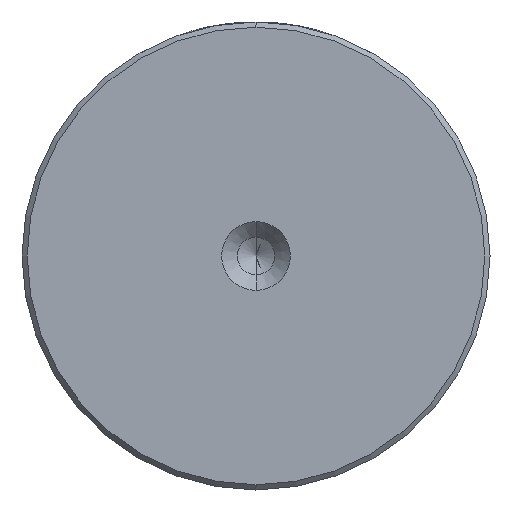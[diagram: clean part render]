
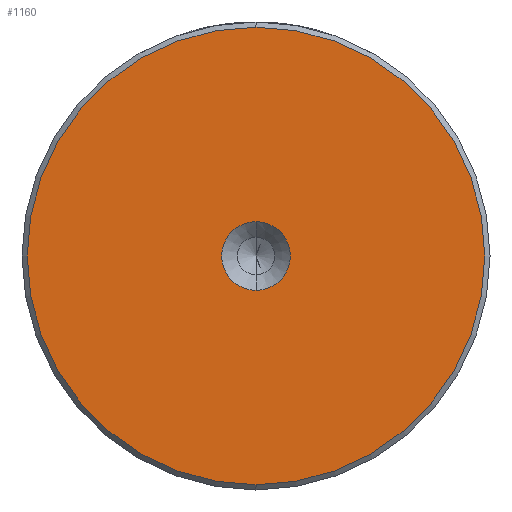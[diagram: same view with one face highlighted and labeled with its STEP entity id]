
A CAD part, left-side view. The second image highlights one B-rep face of the part: STEP entity #1160.
In plain terms, the highlighted planar face has unit normal (-1, 0, 0).
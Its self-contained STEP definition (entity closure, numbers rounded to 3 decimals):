
#42 = CARTESIAN_POINT ( 'NONE',  ( 0., 0., 0. ) ) ;
#80 = DIRECTION ( 'NONE',  ( 0., 0., 1. ) ) ;
#167 = CARTESIAN_POINT ( 'NONE',  ( 0., 0., -22. ) ) ;
#287 = DIRECTION ( 'NONE',  ( 0., 0., 1. ) ) ;
#413 = CARTESIAN_POINT ( 'NONE',  ( 0., 0., 0. ) ) ;
#432 = CARTESIAN_POINT ( 'NONE',  ( 0., 0., 0. ) ) ;
#526 = AXIS2_PLACEMENT_3D ( 'NONE', #413, #2110, #664 ) ;
#565 = CARTESIAN_POINT ( 'NONE',  ( 0., 0., 22. ) ) ;
#570 = VERTEX_POINT ( 'NONE', #565 ) ;
#664 = DIRECTION ( 'NONE',  ( 0., 0., 1. ) ) ;
#675 = DIRECTION ( 'NONE',  ( 0., 0., 1. ) ) ;
#694 = CARTESIAN_POINT ( 'NONE',  ( 0., 0., 0. ) ) ;
#868 = VERTEX_POINT ( 'NONE', #1321 ) ;
#919 = VERTEX_POINT ( 'NONE', #167 ) ;
#939 = DIRECTION ( 'NONE',  ( 0., 0., 1. ) ) ;
#944 = EDGE_CURVE ( 'NONE', #570, #919, #1306, .T. ) ;
#986 = CIRCLE ( 'NONE', #2025, 3.3 ) ;
#1160 = ADVANCED_FACE ( 'NONE', ( #2207, #2781 ), #2506, .T. ) ;
#1224 = EDGE_LOOP ( 'NONE', ( #1232, #2552 ) ) ;
#1232 = ORIENTED_EDGE ( 'NONE', *, *, #2633, .F. ) ;
#1306 = CIRCLE ( 'NONE', #2591, 22. ) ;
#1321 = CARTESIAN_POINT ( 'NONE',  ( 0., 0., -3.3 ) ) ;
#1438 = VERTEX_POINT ( 'NONE', #1629 ) ;
#1471 = EDGE_CURVE ( 'NONE', #868, #1438, #3085, .T. ) ;
#1556 = DIRECTION ( 'NONE',  ( -1., 0., 0. ) ) ;
#1629 = CARTESIAN_POINT ( 'NONE',  ( 0., 0., 3.3 ) ) ;
#1769 = DIRECTION ( 'NONE',  ( -1., 0., 0. ) ) ;
#1895 = EDGE_LOOP ( 'NONE', ( #3140, #2854 ) ) ;
#2025 = AXIS2_PLACEMENT_3D ( 'NONE', #42, #1769, #287 ) ;
#2092 = CIRCLE ( 'NONE', #2726, 22. ) ;
#2110 = DIRECTION ( 'NONE',  ( -1., 0., 0. ) ) ;
#2129 = DIRECTION ( 'NONE',  ( -1., 0., 0. ) ) ;
#2200 = AXIS2_PLACEMENT_3D ( 'NONE', #2994, #1556, #80 ) ;
#2207 = FACE_OUTER_BOUND ( 'NONE', #1895, .T. ) ;
#2396 = DIRECTION ( 'NONE',  ( -1., 0., 0. ) ) ;
#2444 = EDGE_CURVE ( 'NONE', #919, #570, #2092, .T. ) ;
#2506 = PLANE ( 'NONE',  #2200 ) ;
#2552 = ORIENTED_EDGE ( 'NONE', *, *, #1471, .F. ) ;
#2591 = AXIS2_PLACEMENT_3D ( 'NONE', #432, #2129, #675 ) ;
#2633 = EDGE_CURVE ( 'NONE', #1438, #868, #986, .T. ) ;
#2726 = AXIS2_PLACEMENT_3D ( 'NONE', #694, #2396, #939 ) ;
#2781 = FACE_BOUND ( 'NONE', #1224, .T. ) ;
#2854 = ORIENTED_EDGE ( 'NONE', *, *, #944, .T. ) ;
#2994 = CARTESIAN_POINT ( 'NONE',  ( 0., 0., 0. ) ) ;
#3085 = CIRCLE ( 'NONE', #526, 3.3 ) ;
#3140 = ORIENTED_EDGE ( 'NONE', *, *, #2444, .T. ) ;
